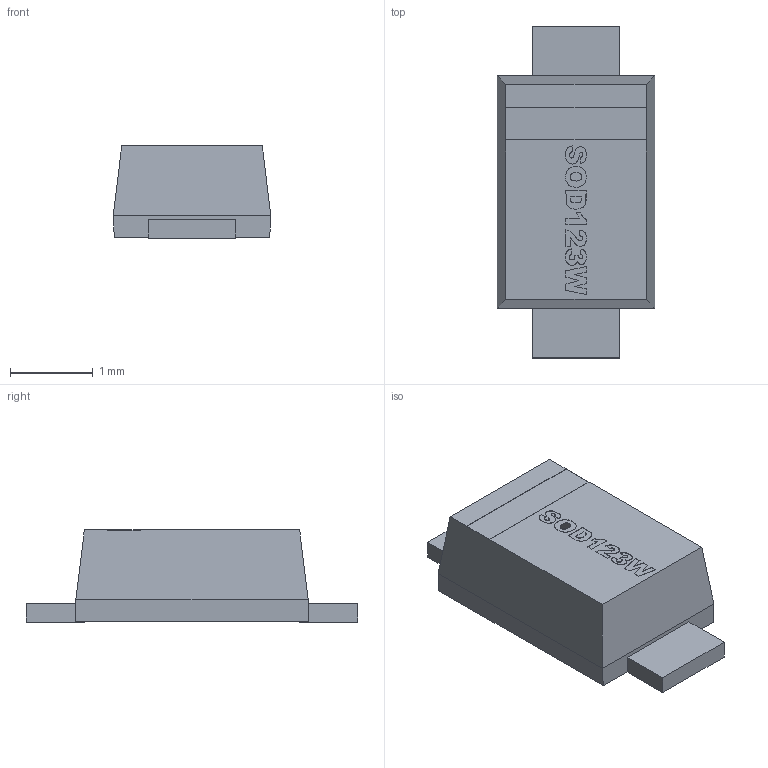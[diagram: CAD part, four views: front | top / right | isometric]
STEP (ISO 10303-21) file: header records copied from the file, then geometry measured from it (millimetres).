
FILE_DESCRIPTION (( 'STEP AP214' ), '1' );
FILE_NAME ('17C8A850-541F-4192-842D-7A6E45AD68E7.STEP', '2025-04-23T13:12:33', ( '' ), ( '' ), 'SwSTEP 2.0', 'SolidWorks 2022', '' );
FILE_SCHEMA (( 'AUTOMOTIVE_DESIGN' ));
Length unit declared in the file: millimetre
Products named in the file (1): 17C8A850-541F-4192-842D-7A6E45AD68E7
Bounding box: 1.9 x 4 x 1.11 mm (x, y, z)
Surface area: 22.9 mm2 (no closed solid volume)
Topology: 0 solids, 1 shells, 83 faces, 213 edges, 140 vertices
Faces by surface type: plane 65, bspline 16, cylinder 2
Entity records: 4641 total; most frequent: CARTESIAN_POINT 1795, ORIENTED_EDGE 422, DIRECTION 319, EDGE_CURVE 213, VECTOR 175, LINE 175, VERTEX_POINT 140, EDGE_LOOP 93
